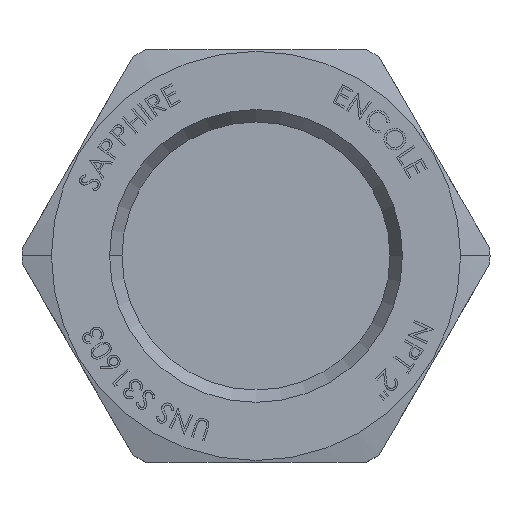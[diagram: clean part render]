
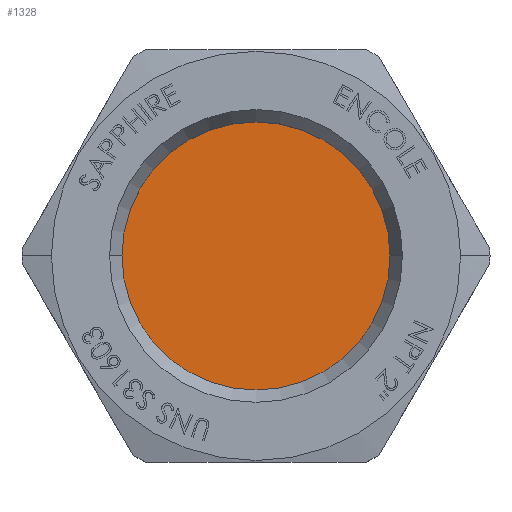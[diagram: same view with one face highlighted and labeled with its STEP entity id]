
A CAD part, top view. The second image highlights one B-rep face of the part: STEP entity #1328.
In plain terms, the highlighted planar face has unit normal (0, 0, 1).
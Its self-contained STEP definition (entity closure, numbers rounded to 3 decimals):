
#237 = EDGE_LOOP ( 'NONE', ( #18525, #24688 ) ) ;
#510 = EDGE_CURVE ( 'NONE', #27129, #5020, #3303, .T. ) ;
#1038 = AXIS2_PLACEMENT_3D ( 'NONE', #14298, #22634, #3528 ) ;
#1328 = ADVANCED_FACE ( 'NONE', ( #2941 ), #26587, .T. ) ;
#2083 = AXIS2_PLACEMENT_3D ( 'NONE', #7995, #21004, #7711 ) ;
#2941 = FACE_OUTER_BOUND ( 'NONE', #237, .T. ) ;
#3303 = CIRCLE ( 'NONE', #1038, 24.994 ) ;
#3528 = DIRECTION ( 'NONE',  ( 0., -1., 0. ) ) ;
#3963 = CARTESIAN_POINT ( 'NONE',  ( 0., -24.994, -7.112 ) ) ;
#4800 = CIRCLE ( 'NONE', #2083, 24.994 ) ;
#5020 = VERTEX_POINT ( 'NONE', #3963 ) ;
#7711 = DIRECTION ( 'NONE',  ( 0., -1., 0. ) ) ;
#7995 = CARTESIAN_POINT ( 'NONE',  ( 0., 0., -7.112 ) ) ;
#11856 = DIRECTION ( 'NONE',  ( 0., 1., 0. ) ) ;
#12005 = DIRECTION ( 'NONE',  ( 0., 0., 1. ) ) ;
#14025 = EDGE_CURVE ( 'NONE', #5020, #27129, #4800, .T. ) ;
#14298 = CARTESIAN_POINT ( 'NONE',  ( 0., 0., -7.112 ) ) ;
#14463 = CARTESIAN_POINT ( 'NONE',  ( 0., 24.994, -7.112 ) ) ;
#15200 = AXIS2_PLACEMENT_3D ( 'NONE', #16397, #12005, #11856 ) ;
#16397 = CARTESIAN_POINT ( 'NONE',  ( -24.994, 0., -7.112 ) ) ;
#18525 = ORIENTED_EDGE ( 'NONE', *, *, #14025, .F. ) ;
#21004 = DIRECTION ( 'NONE',  ( 0., 0., -1. ) ) ;
#22634 = DIRECTION ( 'NONE',  ( 0., 0., -1. ) ) ;
#24688 = ORIENTED_EDGE ( 'NONE', *, *, #510, .F. ) ;
#26587 = PLANE ( 'NONE',  #15200 ) ;
#27129 = VERTEX_POINT ( 'NONE', #14463 ) ;
